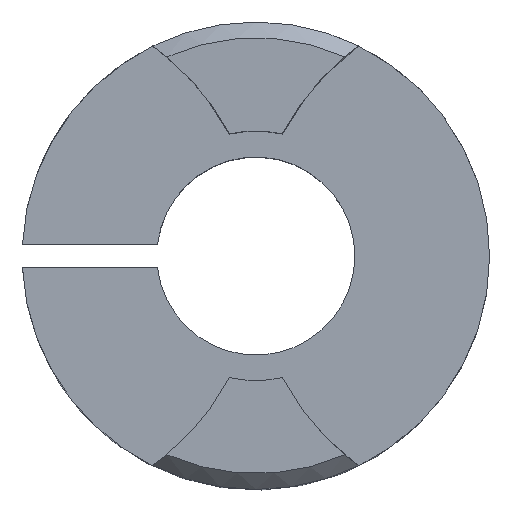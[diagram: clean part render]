
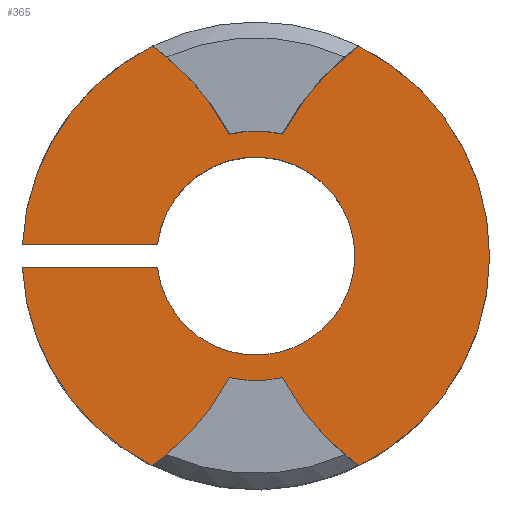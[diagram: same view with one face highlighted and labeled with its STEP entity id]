
A CAD part, top view. The second image highlights one B-rep face of the part: STEP entity #365.
In plain terms, the highlighted planar face has unit normal (0, 0, 1).
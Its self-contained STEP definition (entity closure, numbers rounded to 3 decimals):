
#3 = DIRECTION ( 'NONE',  ( -1., 0., 0. ) ) ;
#6 = CARTESIAN_POINT ( 'NONE',  ( 14.986, 0., 11.303 ) ) ;
#10 = DIRECTION ( 'NONE',  ( 0., 0., 1. ) ) ;
#12 = VERTEX_POINT ( 'NONE', #286 ) ;
#22 = CARTESIAN_POINT ( 'NONE',  ( -6.304, 0.762, 11.303 ) ) ;
#37 = CIRCLE ( 'NONE', #837, 14.986 ) ;
#48 = ORIENTED_EDGE ( 'NONE', *, *, #899, .F. ) ;
#52 = DIRECTION ( 'NONE',  ( 0., 0., 1. ) ) ;
#61 = CARTESIAN_POINT ( 'NONE',  ( 0., 0., 11.303 ) ) ;
#63 = CIRCLE ( 'NONE', #442, 8.001 ) ;
#80 = DIRECTION ( 'NONE',  ( 0., 0., -1. ) ) ;
#82 = VERTEX_POINT ( 'NONE', #317 ) ;
#87 = CARTESIAN_POINT ( 'NONE',  ( 16.383, 0., 11.303 ) ) ;
#88 = EDGE_CURVE ( 'NONE', #380, #863, #966, .T. ) ;
#101 = CARTESIAN_POINT ( 'NONE',  ( -14.967, 0.762, 11.303 ) ) ;
#110 = VERTEX_POINT ( 'NONE', #369 ) ;
#111 = DIRECTION ( 'NONE',  ( 1., 0., 0. ) ) ;
#114 = CARTESIAN_POINT ( 'NONE',  ( -1.698, 7.819, 11.303 ) ) ;
#117 = VERTEX_POINT ( 'NONE', #295 ) ;
#134 = DIRECTION ( 'NONE',  ( 1., 0., 0. ) ) ;
#140 = CIRCLE ( 'NONE', #527, 6.35 ) ;
#146 = AXIS2_PLACEMENT_3D ( 'NONE', #634, #689, #692 ) ;
#152 = VERTEX_POINT ( 'NONE', #629 ) ;
#156 = EDGE_CURVE ( 'NONE', #117, #761, #861, .T. ) ;
#163 = CARTESIAN_POINT ( 'NONE',  ( 0., 0., 11.303 ) ) ;
#164 = CIRCLE ( 'NONE', #460, 16.637 ) ;
#175 = DIRECTION ( 'NONE',  ( 0., 0., -1. ) ) ;
#176 = CARTESIAN_POINT ( 'NONE',  ( 1.698, -7.819, 11.303 ) ) ;
#182 = AXIS2_PLACEMENT_3D ( 'NONE', #87, #80, #556 ) ;
#186 = CARTESIAN_POINT ( 'NONE',  ( -16.383, 0., 11.303 ) ) ;
#188 = DIRECTION ( 'NONE',  ( 0., 0., 1. ) ) ;
#200 = ORIENTED_EDGE ( 'NONE', *, *, #839, .T. ) ;
#204 = DIRECTION ( 'NONE',  ( 0., 0., -1. ) ) ;
#206 = EDGE_CURVE ( 'NONE', #348, #12, #245, .T. ) ;
#212 = EDGE_CURVE ( 'NONE', #82, #315, #1023, .T. ) ;
#225 = AXIS2_PLACEMENT_3D ( 'NONE', #467, #397, #392 ) ;
#226 = DIRECTION ( 'NONE',  ( 1., 0., 0. ) ) ;
#243 = CIRCLE ( 'NONE', #378, 6.35 ) ;
#244 = CARTESIAN_POINT ( 'NONE',  ( -6.598, 13.455, 11.303 ) ) ;
#245 = CIRCLE ( 'NONE', #942, 16.637 ) ;
#263 = CIRCLE ( 'NONE', #686, 8.001 ) ;
#264 = VECTOR ( 'NONE', #981, 1000. ) ;
#265 = CARTESIAN_POINT ( 'NONE',  ( 16.383, 0., 11.303 ) ) ;
#279 = CARTESIAN_POINT ( 'NONE',  ( -14.967, -0.762, 11.303 ) ) ;
#286 = CARTESIAN_POINT ( 'NONE',  ( -6.598, -13.455, 11.303 ) ) ;
#292 = VERTEX_POINT ( 'NONE', #958 ) ;
#295 = CARTESIAN_POINT ( 'NONE',  ( 6.598, -13.455, 11.303 ) ) ;
#312 = CARTESIAN_POINT ( 'NONE',  ( 0., 0., 11.303 ) ) ;
#315 = VERTEX_POINT ( 'NONE', #570 ) ;
#317 = CARTESIAN_POINT ( 'NONE',  ( 6.598, 13.455, 11.303 ) ) ;
#319 = DIRECTION ( 'NONE',  ( 1., 0., 0. ) ) ;
#332 = AXIS2_PLACEMENT_3D ( 'NONE', #163, #802, #319 ) ;
#333 = CARTESIAN_POINT ( 'NONE',  ( 0., 0., 11.303 ) ) ;
#348 = VERTEX_POINT ( 'NONE', #540 ) ;
#356 = PLANE ( 'NONE',  #146 ) ;
#365 = ADVANCED_FACE ( 'NONE', ( #716 ), #356, .T. ) ;
#369 = CARTESIAN_POINT ( 'NONE',  ( -14.967, -0.762, 11.303 ) ) ;
#378 = AXIS2_PLACEMENT_3D ( 'NONE', #720, #725, #384 ) ;
#380 = VERTEX_POINT ( 'NONE', #851 ) ;
#381 = CIRCLE ( 'NONE', #332, 14.986 ) ;
#384 = DIRECTION ( 'NONE',  ( 1., 0., 0. ) ) ;
#387 = ORIENTED_EDGE ( 'NONE', *, *, #597, .T. ) ;
#388 = EDGE_LOOP ( 'NONE', ( #959, #935, #865, #659, #613, #445, #48, #917, #895, #387, #1012, #824, #531, #200 ) ) ;
#392 = DIRECTION ( 'NONE',  ( 1., 0., 0. ) ) ;
#397 = DIRECTION ( 'NONE',  ( 0., 0., 1. ) ) ;
#442 = AXIS2_PLACEMENT_3D ( 'NONE', #312, #175, #791 ) ;
#445 = ORIENTED_EDGE ( 'NONE', *, *, #206, .F. ) ;
#460 = AXIS2_PLACEMENT_3D ( 'NONE', #594, #52, #904 ) ;
#467 = CARTESIAN_POINT ( 'NONE',  ( 0., 0., 11.303 ) ) ;
#475 = VERTEX_POINT ( 'NONE', #244 ) ;
#485 = LINE ( 'NONE', #279, #264 ) ;
#526 = EDGE_CURVE ( 'NONE', #152, #292, #140, .T. ) ;
#527 = AXIS2_PLACEMENT_3D ( 'NONE', #687, #750, #134 ) ;
#531 = ORIENTED_EDGE ( 'NONE', *, *, #533, .T. ) ;
#533 = EDGE_CURVE ( 'NONE', #723, #475, #164, .T. ) ;
#537 = CIRCLE ( 'NONE', #182, 16.637 ) ;
#540 = CARTESIAN_POINT ( 'NONE',  ( -1.698, -7.819, 11.303 ) ) ;
#556 = DIRECTION ( 'NONE',  ( 1., 0., 0. ) ) ;
#563 = EDGE_CURVE ( 'NONE', #315, #723, #263, .T. ) ;
#570 = CARTESIAN_POINT ( 'NONE',  ( 1.698, 7.819, 11.303 ) ) ;
#594 = CARTESIAN_POINT ( 'NONE',  ( -16.383, 0., 11.303 ) ) ;
#597 = EDGE_CURVE ( 'NONE', #761, #82, #37, .T. ) ;
#609 = EDGE_CURVE ( 'NONE', #110, #152, #485, .T. ) ;
#613 = ORIENTED_EDGE ( 'NONE', *, *, #792, .T. ) ;
#624 = DIRECTION ( 'NONE',  ( 0., 0., 1. ) ) ;
#629 = CARTESIAN_POINT ( 'NONE',  ( -6.304, -0.762, 11.303 ) ) ;
#634 = CARTESIAN_POINT ( 'NONE',  ( 8.192, 0., 11.303 ) ) ;
#659 = ORIENTED_EDGE ( 'NONE', *, *, #609, .F. ) ;
#686 = AXIS2_PLACEMENT_3D ( 'NONE', #1004, #624, #111 ) ;
#687 = CARTESIAN_POINT ( 'NONE',  ( 0., 0., 11.303 ) ) ;
#689 = DIRECTION ( 'NONE',  ( 0., 0., 1. ) ) ;
#692 = DIRECTION ( 'NONE',  ( 1., 0., 0. ) ) ;
#708 = VERTEX_POINT ( 'NONE', #176 ) ;
#716 = FACE_OUTER_BOUND ( 'NONE', #388, .T. ) ;
#720 = CARTESIAN_POINT ( 'NONE',  ( 0., 0., 11.303 ) ) ;
#723 = VERTEX_POINT ( 'NONE', #114 ) ;
#725 = DIRECTION ( 'NONE',  ( 0., 0., 1. ) ) ;
#750 = DIRECTION ( 'NONE',  ( 0., 0., 1. ) ) ;
#758 = EDGE_CURVE ( 'NONE', #117, #708, #537, .T. ) ;
#761 = VERTEX_POINT ( 'NONE', #6 ) ;
#765 = CIRCLE ( 'NONE', #225, 14.986 ) ;
#791 = DIRECTION ( 'NONE',  ( 1., 0., 0. ) ) ;
#792 = EDGE_CURVE ( 'NONE', #110, #12, #765, .T. ) ;
#802 = DIRECTION ( 'NONE',  ( 0., 0., 1. ) ) ;
#824 = ORIENTED_EDGE ( 'NONE', *, *, #563, .T. ) ;
#837 = AXIS2_PLACEMENT_3D ( 'NONE', #333, #188, #891 ) ;
#839 = EDGE_CURVE ( 'NONE', #475, #863, #381, .T. ) ;
#842 = EDGE_CURVE ( 'NONE', #292, #380, #243, .T. ) ;
#843 = DIRECTION ( 'NONE',  ( 0., 0., 1. ) ) ;
#849 = DIRECTION ( 'NONE',  ( 1., 0., 0. ) ) ;
#851 = CARTESIAN_POINT ( 'NONE',  ( -6.304, 0.762, 11.303 ) ) ;
#861 = CIRCLE ( 'NONE', #883, 14.986 ) ;
#863 = VERTEX_POINT ( 'NONE', #101 ) ;
#865 = ORIENTED_EDGE ( 'NONE', *, *, #526, .F. ) ;
#883 = AXIS2_PLACEMENT_3D ( 'NONE', #61, #843, #849 ) ;
#891 = DIRECTION ( 'NONE',  ( 1., 0., 0. ) ) ;
#895 = ORIENTED_EDGE ( 'NONE', *, *, #156, .T. ) ;
#899 = EDGE_CURVE ( 'NONE', #708, #348, #63, .T. ) ;
#904 = DIRECTION ( 'NONE',  ( 1., 0., 0. ) ) ;
#917 = ORIENTED_EDGE ( 'NONE', *, *, #758, .F. ) ;
#935 = ORIENTED_EDGE ( 'NONE', *, *, #842, .F. ) ;
#942 = AXIS2_PLACEMENT_3D ( 'NONE', #186, #204, #226 ) ;
#953 = VECTOR ( 'NONE', #3, 1000. ) ;
#958 = CARTESIAN_POINT ( 'NONE',  ( 6.35, 0., 11.303 ) ) ;
#959 = ORIENTED_EDGE ( 'NONE', *, *, #88, .F. ) ;
#966 = LINE ( 'NONE', #22, #953 ) ;
#981 = DIRECTION ( 'NONE',  ( 1., 0., 0. ) ) ;
#989 = DIRECTION ( 'NONE',  ( 1., 0., 0. ) ) ;
#996 = AXIS2_PLACEMENT_3D ( 'NONE', #265, #10, #989 ) ;
#1004 = CARTESIAN_POINT ( 'NONE',  ( 0., 0., 11.303 ) ) ;
#1012 = ORIENTED_EDGE ( 'NONE', *, *, #212, .T. ) ;
#1023 = CIRCLE ( 'NONE', #996, 16.637 ) ;
